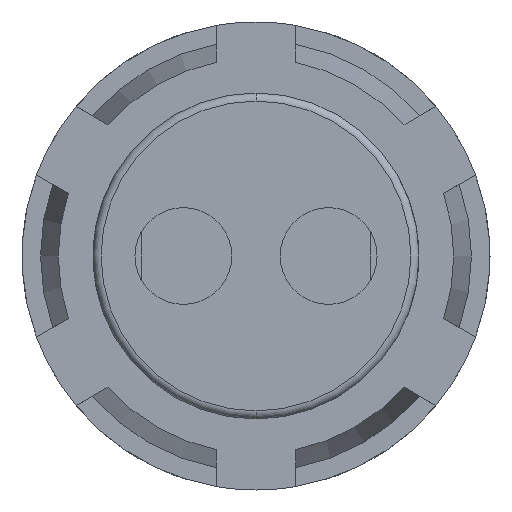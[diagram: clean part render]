
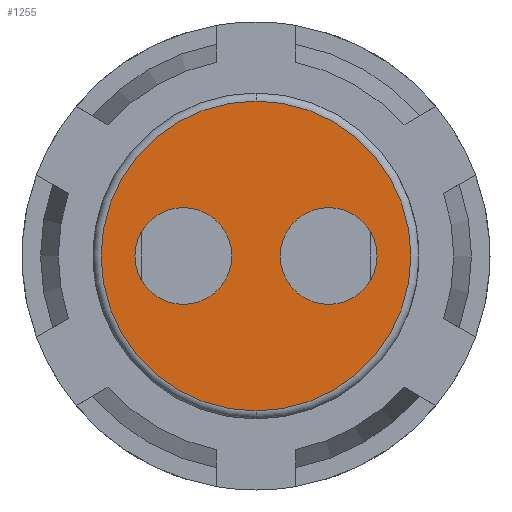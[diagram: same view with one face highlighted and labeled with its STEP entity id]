
A CAD part, front view. The second image highlights one B-rep face of the part: STEP entity #1255.
In plain terms, the highlighted planar face has unit normal (0, -1, 0).
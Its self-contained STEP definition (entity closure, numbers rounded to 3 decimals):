
#72 = EDGE_LOOP ( 'NONE', ( #2531, #1727 ) ) ;
#138 = DIRECTION ( 'NONE',  ( 0., 0., -1. ) ) ;
#175 = DIRECTION ( 'NONE',  ( 0., 0., 1. ) ) ;
#180 = EDGE_CURVE ( 'NONE', #220, #1034, #2825, .T. ) ;
#220 = VERTEX_POINT ( 'NONE', #2290 ) ;
#371 = CARTESIAN_POINT ( 'NONE',  ( -4.5, 0., 3. ) ) ;
#401 = DIRECTION ( 'NONE',  ( 0., 0., 1. ) ) ;
#435 = FACE_BOUND ( 'NONE', #1193, .T. ) ;
#447 = ORIENTED_EDGE ( 'NONE', *, *, #1009, .F. ) ;
#472 = CIRCLE ( 'NONE', #569, 3. ) ;
#569 = AXIS2_PLACEMENT_3D ( 'NONE', #3029, #1615, #677 ) ;
#582 = DIRECTION ( 'NONE',  ( 0., -1., 0. ) ) ;
#634 = VERTEX_POINT ( 'NONE', #1702 ) ;
#677 = DIRECTION ( 'NONE',  ( 0., 0., -1. ) ) ;
#754 = ORIENTED_EDGE ( 'NONE', *, *, #1085, .F. ) ;
#763 = DIRECTION ( 'NONE',  ( 0., -1., 0. ) ) ;
#815 = EDGE_CURVE ( 'NONE', #2056, #634, #1129, .T. ) ;
#878 = CARTESIAN_POINT ( 'NONE',  ( 0., 0., 0. ) ) ;
#944 = CIRCLE ( 'NONE', #2255, 3. ) ;
#948 = EDGE_CURVE ( 'NONE', #634, #2056, #2636, .T. ) ;
#997 = CARTESIAN_POINT ( 'NONE',  ( 0., 0., -9.6 ) ) ;
#1009 = EDGE_CURVE ( 'NONE', #1178, #2060, #472, .T. ) ;
#1034 = VERTEX_POINT ( 'NONE', #2883 ) ;
#1062 = CARTESIAN_POINT ( 'NONE',  ( -4.5, 0., -3. ) ) ;
#1085 = EDGE_CURVE ( 'NONE', #1034, #220, #944, .T. ) ;
#1129 = CIRCLE ( 'NONE', #2994, 9.6 ) ;
#1178 = VERTEX_POINT ( 'NONE', #371 ) ;
#1193 = EDGE_LOOP ( 'NONE', ( #2365, #754 ) ) ;
#1255 = ADVANCED_FACE ( 'NONE', ( #2261, #2151, #435 ), #2034, .F. ) ;
#1450 = AXIS2_PLACEMENT_3D ( 'NONE', #1937, #2138, #2368 ) ;
#1512 = AXIS2_PLACEMENT_3D ( 'NONE', #1907, #763, #2381 ) ;
#1526 = DIRECTION ( 'NONE',  ( 0., -1., 0. ) ) ;
#1546 = DIRECTION ( 'NONE',  ( 0., 1., 0. ) ) ;
#1615 = DIRECTION ( 'NONE',  ( 0., -1., 0. ) ) ;
#1657 = EDGE_LOOP ( 'NONE', ( #2852, #447 ) ) ;
#1702 = CARTESIAN_POINT ( 'NONE',  ( 0., 0., 9.6 ) ) ;
#1727 = ORIENTED_EDGE ( 'NONE', *, *, #815, .T. ) ;
#1879 = AXIS2_PLACEMENT_3D ( 'NONE', #2733, #1546, #175 ) ;
#1907 = CARTESIAN_POINT ( 'NONE',  ( 0., 0., 0. ) ) ;
#1937 = CARTESIAN_POINT ( 'NONE',  ( -4.5, 0., 0. ) ) ;
#1976 = EDGE_CURVE ( 'NONE', #2060, #1178, #2046, .T. ) ;
#2034 = PLANE ( 'NONE',  #1879 ) ;
#2046 = CIRCLE ( 'NONE', #1450, 3. ) ;
#2056 = VERTEX_POINT ( 'NONE', #997 ) ;
#2060 = VERTEX_POINT ( 'NONE', #1062 ) ;
#2138 = DIRECTION ( 'NONE',  ( 0., -1., 0. ) ) ;
#2151 = FACE_BOUND ( 'NONE', #1657, .T. ) ;
#2255 = AXIS2_PLACEMENT_3D ( 'NONE', #2660, #582, #2405 ) ;
#2261 = FACE_OUTER_BOUND ( 'NONE', #72, .T. ) ;
#2290 = CARTESIAN_POINT ( 'NONE',  ( 4.5, 0., -3. ) ) ;
#2365 = ORIENTED_EDGE ( 'NONE', *, *, #180, .F. ) ;
#2368 = DIRECTION ( 'NONE',  ( 0., 0., -1. ) ) ;
#2381 = DIRECTION ( 'NONE',  ( 0., 0., 1. ) ) ;
#2405 = DIRECTION ( 'NONE',  ( 0., 0., -1. ) ) ;
#2509 = DIRECTION ( 'NONE',  ( 0., -1., 0. ) ) ;
#2531 = ORIENTED_EDGE ( 'NONE', *, *, #948, .T. ) ;
#2636 = CIRCLE ( 'NONE', #1512, 9.6 ) ;
#2660 = CARTESIAN_POINT ( 'NONE',  ( 4.5, 0., 0. ) ) ;
#2733 = CARTESIAN_POINT ( 'NONE',  ( 0., 0., 0. ) ) ;
#2809 = AXIS2_PLACEMENT_3D ( 'NONE', #2940, #1526, #138 ) ;
#2825 = CIRCLE ( 'NONE', #2809, 3. ) ;
#2852 = ORIENTED_EDGE ( 'NONE', *, *, #1976, .F. ) ;
#2883 = CARTESIAN_POINT ( 'NONE',  ( 4.5, 0., 3. ) ) ;
#2940 = CARTESIAN_POINT ( 'NONE',  ( 4.5, 0., 0. ) ) ;
#2994 = AXIS2_PLACEMENT_3D ( 'NONE', #878, #2509, #401 ) ;
#3029 = CARTESIAN_POINT ( 'NONE',  ( -4.5, 0., 0. ) ) ;
